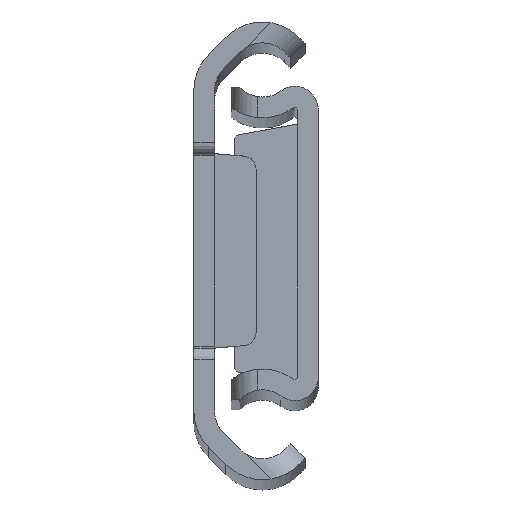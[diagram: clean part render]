
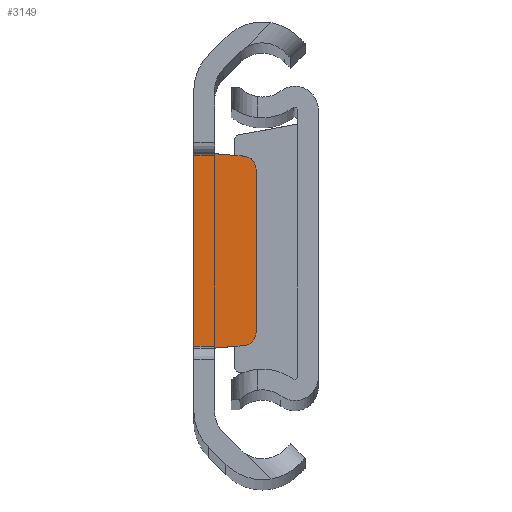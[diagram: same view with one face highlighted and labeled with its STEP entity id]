
A CAD part, top view. The second image highlights one B-rep face of the part: STEP entity #3149.
In plain terms, the highlighted planar face has unit normal (0, 0, 1).
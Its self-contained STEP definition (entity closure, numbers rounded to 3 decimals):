
#41 = LINE ( 'NONE', #1131, #591 ) ;
#110 = DIRECTION ( 'NONE',  ( 0., 0., 1. ) ) ;
#158 = ORIENTED_EDGE ( 'NONE', *, *, #1397, .F. ) ;
#322 = DIRECTION ( 'NONE',  ( 0., -1., 0. ) ) ;
#415 = FACE_OUTER_BOUND ( 'NONE', #1662, .T. ) ;
#591 = VECTOR ( 'NONE', #1534, 1000. ) ;
#592 = LINE ( 'NONE', #2132, #2333 ) ;
#881 = AXIS2_PLACEMENT_3D ( 'NONE', #4913, #4483, #322 ) ;
#939 = LINE ( 'NONE', #2999, #3736 ) ;
#998 = VERTEX_POINT ( 'NONE', #1375 ) ;
#1131 = CARTESIAN_POINT ( 'NONE',  ( 1.6, 7.5, -2.2 ) ) ;
#1148 = VECTOR ( 'NONE', #4791, 1000. ) ;
#1344 = ORIENTED_EDGE ( 'NONE', *, *, #4794, .T. ) ;
#1375 = CARTESIAN_POINT ( 'NONE',  ( 3.884, 7.307, -2.2 ) ) ;
#1397 = EDGE_CURVE ( 'NONE', #2889, #3853, #939, .T. ) ;
#1465 = AXIS2_PLACEMENT_3D ( 'NONE', #2082, #110, #3640 ) ;
#1534 = DIRECTION ( 'NONE',  ( -0.996, 0.084, 0. ) ) ;
#1560 = AXIS2_PLACEMENT_3D ( 'NONE', #3248, #3540, #3275 ) ;
#1580 = DIRECTION ( 'NONE',  ( -1., 0., 0. ) ) ;
#1603 = EDGE_CURVE ( 'NONE', #4852, #2516, #2106, .T. ) ;
#1662 = EDGE_LOOP ( 'NONE', ( #4053, #2137, #4692, #1344, #4581, #4142, #158, #3968 ) ) ;
#1665 = CARTESIAN_POINT ( 'NONE',  ( 1.6, 7.5, -2.2 ) ) ;
#1690 = PLANE ( 'NONE',  #1560 ) ;
#1720 = CARTESIAN_POINT ( 'NONE',  ( 4.8, 7.23, -2.2 ) ) ;
#1744 = CARTESIAN_POINT ( 'NONE',  ( 8.601, -7.5, -2.2 ) ) ;
#1971 = CARTESIAN_POINT ( 'NONE',  ( 3.884, -7.307, -2.2 ) ) ;
#2041 = EDGE_CURVE ( 'NONE', #2516, #2798, #3984, .T. ) ;
#2082 = CARTESIAN_POINT ( 'NONE',  ( 3.8, -6.311, -2.2 ) ) ;
#2106 = CIRCLE ( 'NONE', #1465, 1. ) ;
#2132 = CARTESIAN_POINT ( 'NONE',  ( 8.601, 7.5, -2.2 ) ) ;
#2137 = ORIENTED_EDGE ( 'NONE', *, *, #1603, .T. ) ;
#2333 = VECTOR ( 'NONE', #4414, 1000. ) ;
#2516 = VERTEX_POINT ( 'NONE', #3315 ) ;
#2609 = EDGE_CURVE ( 'NONE', #998, #3451, #41, .T. ) ;
#2612 = VECTOR ( 'NONE', #4635, 1000. ) ;
#2657 = VECTOR ( 'NONE', #1580, 1000. ) ;
#2679 = EDGE_CURVE ( 'NONE', #2809, #4852, #2727, .T. ) ;
#2727 = LINE ( 'NONE', #4270, #2612 ) ;
#2757 = CARTESIAN_POINT ( 'NONE',  ( 1.6, -7.5, -2.2 ) ) ;
#2798 = VERTEX_POINT ( 'NONE', #4729 ) ;
#2809 = VERTEX_POINT ( 'NONE', #2757 ) ;
#2889 = VERTEX_POINT ( 'NONE', #4853 ) ;
#2999 = CARTESIAN_POINT ( 'NONE',  ( 0., 7.5, -2.2 ) ) ;
#3073 = CIRCLE ( 'NONE', #881, 1. ) ;
#3149 = ADVANCED_FACE ( 'NONE', ( #415 ), #1690, .T. ) ;
#3153 = LINE ( 'NONE', #1744, #2657 ) ;
#3248 = CARTESIAN_POINT ( 'NONE',  ( 8.601, 7.5, -2.2 ) ) ;
#3275 = DIRECTION ( 'NONE',  ( 0., -1., 0. ) ) ;
#3315 = CARTESIAN_POINT ( 'NONE',  ( 4.8, -6.311, -2.2 ) ) ;
#3443 = EDGE_CURVE ( 'NONE', #3451, #3853, #592, .T. ) ;
#3451 = VERTEX_POINT ( 'NONE', #1665 ) ;
#3540 = DIRECTION ( 'NONE',  ( 0., 0., 1. ) ) ;
#3640 = DIRECTION ( 'NONE',  ( 0., -1., 0. ) ) ;
#3663 = DIRECTION ( 'NONE',  ( 0., 1., 0. ) ) ;
#3736 = VECTOR ( 'NONE', #3663, 1000. ) ;
#3853 = VERTEX_POINT ( 'NONE', #4907 ) ;
#3968 = ORIENTED_EDGE ( 'NONE', *, *, #4162, .F. ) ;
#3984 = LINE ( 'NONE', #1720, #1148 ) ;
#4053 = ORIENTED_EDGE ( 'NONE', *, *, #2679, .T. ) ;
#4142 = ORIENTED_EDGE ( 'NONE', *, *, #3443, .T. ) ;
#4162 = EDGE_CURVE ( 'NONE', #2809, #2889, #3153, .T. ) ;
#4270 = CARTESIAN_POINT ( 'NONE',  ( 4.8, -7.23, -2.2 ) ) ;
#4414 = DIRECTION ( 'NONE',  ( -1., 0., 0. ) ) ;
#4483 = DIRECTION ( 'NONE',  ( 0., 0., 1. ) ) ;
#4581 = ORIENTED_EDGE ( 'NONE', *, *, #2609, .T. ) ;
#4635 = DIRECTION ( 'NONE',  ( 0.996, 0.084, 0. ) ) ;
#4692 = ORIENTED_EDGE ( 'NONE', *, *, #2041, .T. ) ;
#4729 = CARTESIAN_POINT ( 'NONE',  ( 4.8, 6.311, -2.2 ) ) ;
#4791 = DIRECTION ( 'NONE',  ( 0., 1., 0. ) ) ;
#4794 = EDGE_CURVE ( 'NONE', #2798, #998, #3073, .T. ) ;
#4852 = VERTEX_POINT ( 'NONE', #1971 ) ;
#4853 = CARTESIAN_POINT ( 'NONE',  ( 0., -7.5, -2.2 ) ) ;
#4907 = CARTESIAN_POINT ( 'NONE',  ( 0., 7.5, -2.2 ) ) ;
#4913 = CARTESIAN_POINT ( 'NONE',  ( 3.8, 6.311, -2.2 ) ) ;
